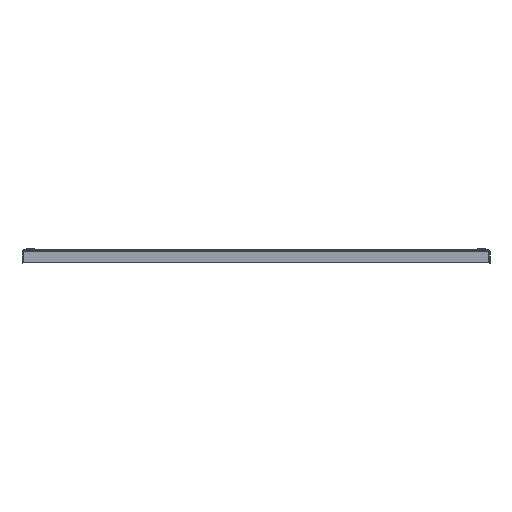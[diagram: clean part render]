
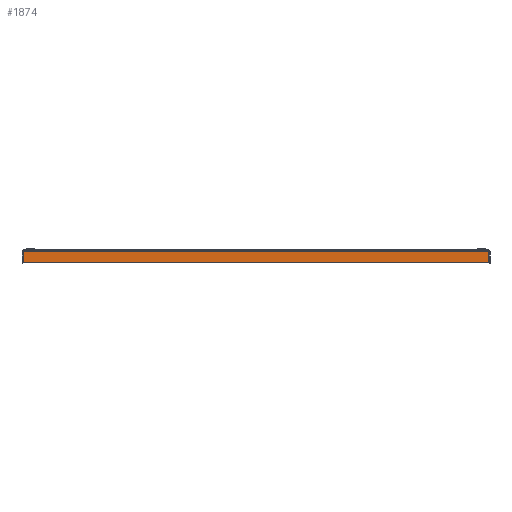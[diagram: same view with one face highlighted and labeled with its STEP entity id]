
A CAD part, front view. The second image highlights one B-rep face of the part: STEP entity #1874.
In plain terms, the highlighted planar face has unit normal (0, -1, 0).
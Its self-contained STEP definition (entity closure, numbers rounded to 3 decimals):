
#2 = LINE ( 'NONE', #1763, #1941 ) ;
#127 = EDGE_CURVE ( 'NONE', #245, #1770, #2, .T. ) ;
#245 = VERTEX_POINT ( 'NONE', #2001 ) ;
#352 = DIRECTION ( 'NONE',  ( 0., -1., 0. ) ) ;
#460 = ORIENTED_EDGE ( 'NONE', *, *, #2125, .T. ) ;
#499 = PLANE ( 'NONE',  #1231 ) ;
#526 = CARTESIAN_POINT ( 'NONE',  ( 530., -15., -28. ) ) ;
#588 = DIRECTION ( 'NONE',  ( 1., 0., 0. ) ) ;
#624 = VERTEX_POINT ( 'NONE', #2094 ) ;
#645 = LINE ( 'NONE', #1166, #2252 ) ;
#781 = CARTESIAN_POINT ( 'NONE',  ( 530., -15., -30. ) ) ;
#793 = LINE ( 'NONE', #2024, #1881 ) ;
#859 = FACE_OUTER_BOUND ( 'NONE', #1483, .T. ) ;
#945 = ORIENTED_EDGE ( 'NONE', *, *, #1956, .F. ) ;
#1058 = ORIENTED_EDGE ( 'NONE', *, *, #127, .T. ) ;
#1116 = ORIENTED_EDGE ( 'NONE', *, *, #1796, .T. ) ;
#1119 = CARTESIAN_POINT ( 'NONE',  ( -530., -15., -28. ) ) ;
#1166 = CARTESIAN_POINT ( 'NONE',  ( 0., -15., -30. ) ) ;
#1194 = DIRECTION ( 'NONE',  ( 0., 0., -1. ) ) ;
#1203 = CARTESIAN_POINT ( 'NONE',  ( -532., -15., 0. ) ) ;
#1231 = AXIS2_PLACEMENT_3D ( 'NONE', #1620, #1998, #2152 ) ;
#1259 = AXIS2_PLACEMENT_3D ( 'NONE', #1119, #352, #1680 ) ;
#1261 = ORIENTED_EDGE ( 'NONE', *, *, #1405, .T. ) ;
#1405 = EDGE_CURVE ( 'NONE', #2089, #245, #1745, .T. ) ;
#1406 = VERTEX_POINT ( 'NONE', #1641 ) ;
#1483 = EDGE_LOOP ( 'NONE', ( #1116, #2116, #460, #1261, #1058, #945 ) ) ;
#1484 = CARTESIAN_POINT ( 'NONE',  ( -532., -15., -28. ) ) ;
#1620 = CARTESIAN_POINT ( 'NONE',  ( 0., -15., 0. ) ) ;
#1641 = CARTESIAN_POINT ( 'NONE',  ( -530., -15., -30. ) ) ;
#1664 = LINE ( 'NONE', #1203, #1961 ) ;
#1680 = DIRECTION ( 'NONE',  ( 0., 0., 1. ) ) ;
#1745 = CIRCLE ( 'NONE', #2259, 2. ) ;
#1763 = CARTESIAN_POINT ( 'NONE',  ( 532., -15., 0. ) ) ;
#1770 = VERTEX_POINT ( 'NONE', #2106 ) ;
#1796 = EDGE_CURVE ( 'NONE', #624, #2320, #1664, .T. ) ;
#1848 = DIRECTION ( 'NONE',  ( 0., -1., 0. ) ) ;
#1874 = ADVANCED_FACE ( 'NONE', ( #859 ), #499, .F. ) ;
#1881 = VECTOR ( 'NONE', #2016, 1000. ) ;
#1941 = VECTOR ( 'NONE', #1943, 1000. ) ;
#1943 = DIRECTION ( 'NONE',  ( 0., 0., 1. ) ) ;
#1956 = EDGE_CURVE ( 'NONE', #624, #1770, #793, .T. ) ;
#1961 = VECTOR ( 'NONE', #1194, 1000. ) ;
#1998 = DIRECTION ( 'NONE',  ( 0., 1., 0. ) ) ;
#2000 = CIRCLE ( 'NONE', #1259, 2. ) ;
#2001 = CARTESIAN_POINT ( 'NONE',  ( 532., -15., -28. ) ) ;
#2016 = DIRECTION ( 'NONE',  ( 1., 0., 0. ) ) ;
#2024 = CARTESIAN_POINT ( 'NONE',  ( 532., -15., -3.5 ) ) ;
#2089 = VERTEX_POINT ( 'NONE', #781 ) ;
#2094 = CARTESIAN_POINT ( 'NONE',  ( -532., -15., -3.5 ) ) ;
#2106 = CARTESIAN_POINT ( 'NONE',  ( 532., -15., -3.5 ) ) ;
#2116 = ORIENTED_EDGE ( 'NONE', *, *, #2309, .T. ) ;
#2125 = EDGE_CURVE ( 'NONE', #1406, #2089, #645, .T. ) ;
#2152 = DIRECTION ( 'NONE',  ( 0., 0., 1. ) ) ;
#2252 = VECTOR ( 'NONE', #588, 1000. ) ;
#2259 = AXIS2_PLACEMENT_3D ( 'NONE', #526, #1848, #2367 ) ;
#2309 = EDGE_CURVE ( 'NONE', #2320, #1406, #2000, .T. ) ;
#2320 = VERTEX_POINT ( 'NONE', #1484 ) ;
#2367 = DIRECTION ( 'NONE',  ( 0., 0., 1. ) ) ;
